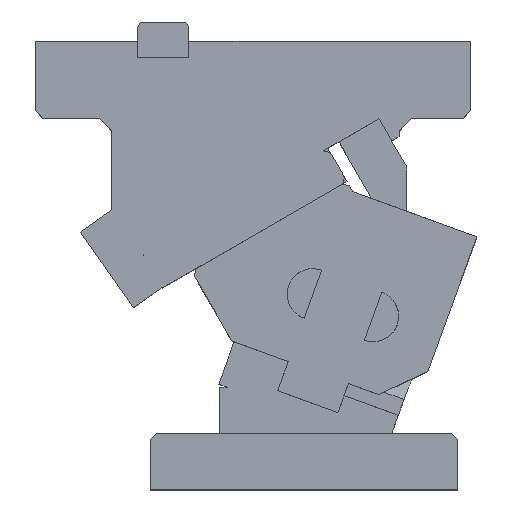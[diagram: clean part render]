
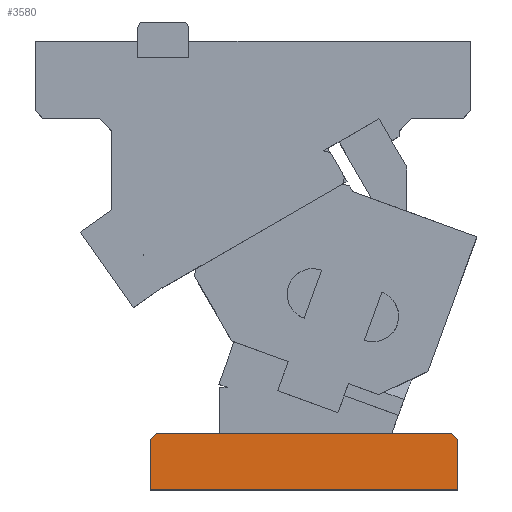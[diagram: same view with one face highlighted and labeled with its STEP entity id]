
A CAD part, top view. The second image highlights one B-rep face of the part: STEP entity #3580.
In plain terms, the highlighted planar face has unit normal (0, 0, 1).
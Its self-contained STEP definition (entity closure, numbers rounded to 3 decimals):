
#3135=CARTESIAN_POINT('Vertex',(6.064,-104.52,0.)) ;
#3138=CARTESIAN_POINT('Line Origine',(-53.936,-104.52,0.)) ;
#3142=CARTESIAN_POINT('Vertex',(-113.936,-104.52,0.)) ;
#3435=CARTESIAN_POINT('Vertex',(6.064,-84.92,0.)) ;
#3438=CARTESIAN_POINT('Line Origine',(6.064,-94.72,0.)) ;
#3466=CARTESIAN_POINT('Vertex',(3.664,-82.52,0.)) ;
#3469=CARTESIAN_POINT('Line Origine',(4.864,-83.72,0.)) ;
#3523=CARTESIAN_POINT('Vertex',(-113.936,-84.92,0.)) ;
#3526=CARTESIAN_POINT('Line Origine',(-112.736,-83.72,0.)) ;
#3530=CARTESIAN_POINT('Vertex',(-111.536,-82.52,0.)) ;
#3550=CARTESIAN_POINT('Line Origine',(-113.936,-94.72,0.)) ;
#3562=CARTESIAN_POINT('Axis2P3D Location',(-53.936,-24.92,0.)) ;
#3567=CARTESIAN_POINT('Line Origine',(-53.936,-82.52,0.)) ;
#3139=DIRECTION('Vector Direction',(1.,0.,0.)) ;
#3439=DIRECTION('Vector Direction',(0.,-1.,0.)) ;
#3470=DIRECTION('Vector Direction',(-0.707,0.707,0.)) ;
#3527=DIRECTION('Vector Direction',(0.707,0.707,0.)) ;
#3551=DIRECTION('Vector Direction',(0.,-1.,0.)) ;
#3563=DIRECTION('Axis2P3D Direction',(0.,0.,1.)) ;
#3564=DIRECTION('Axis2P3D XDirection',(1.,0.,0.)) ;
#3568=DIRECTION('Vector Direction',(-1.,0.,0.)) ;
#3565=AXIS2_PLACEMENT_3D('Plane Axis2P3D',#3562,#3563,#3564) ;
#3573=ORIENTED_EDGE('',*,*,#3532,.F.) ;
#3574=ORIENTED_EDGE('',*,*,#3554,.T.) ;
#3575=ORIENTED_EDGE('',*,*,#3144,.T.) ;
#3576=ORIENTED_EDGE('',*,*,#3442,.F.) ;
#3577=ORIENTED_EDGE('',*,*,#3473,.T.) ;
#3578=ORIENTED_EDGE('',*,*,#3571,.T.) ;
#3140=VECTOR('Line Direction',#3139,1.) ;
#3440=VECTOR('Line Direction',#3439,1.) ;
#3471=VECTOR('Line Direction',#3470,1.) ;
#3528=VECTOR('Line Direction',#3527,1.) ;
#3552=VECTOR('Line Direction',#3551,1.) ;
#3569=VECTOR('Line Direction',#3568,1.) ;
#3580=ADVANCED_FACE('CAM DRIVER',(#3579),#3566,.T.) ;
#3144=EDGE_CURVE('',#3143,#3136,#3141,.T.) ;
#3442=EDGE_CURVE('',#3436,#3136,#3441,.T.) ;
#3473=EDGE_CURVE('',#3436,#3467,#3472,.T.) ;
#3532=EDGE_CURVE('',#3524,#3531,#3529,.T.) ;
#3554=EDGE_CURVE('',#3524,#3143,#3553,.T.) ;
#3571=EDGE_CURVE('',#3467,#3531,#3570,.T.) ;
#3572=EDGE_LOOP('',(#3573,#3574,#3575,#3576,#3577,#3578)) ;
#3579=FACE_OUTER_BOUND('',#3572,.T.) ;
#3141=LINE('Line',#3138,#3140) ;
#3441=LINE('Line',#3438,#3440) ;
#3472=LINE('Line',#3469,#3471) ;
#3529=LINE('Line',#3526,#3528) ;
#3553=LINE('Line',#3550,#3552) ;
#3570=LINE('Line',#3567,#3569) ;
#3566=PLANE('Plane',#3565) ;
#3136=VERTEX_POINT('',#3135) ;
#3143=VERTEX_POINT('',#3142) ;
#3436=VERTEX_POINT('',#3435) ;
#3467=VERTEX_POINT('',#3466) ;
#3524=VERTEX_POINT('',#3523) ;
#3531=VERTEX_POINT('',#3530) ;
